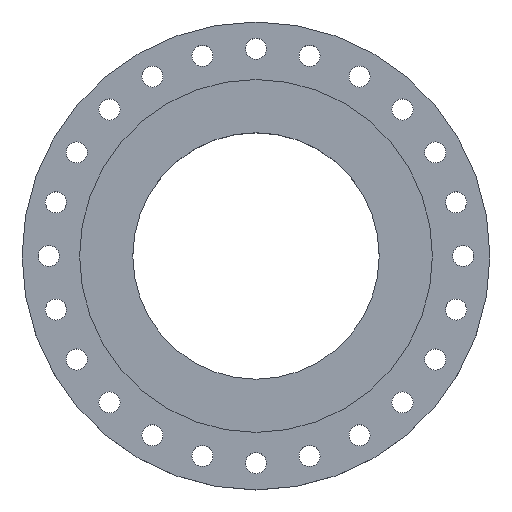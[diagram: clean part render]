
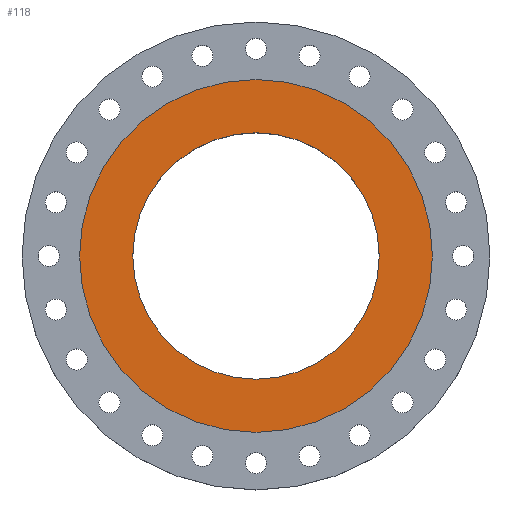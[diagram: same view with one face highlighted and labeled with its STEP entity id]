
A CAD part, top view. The second image highlights one B-rep face of the part: STEP entity #118.
In plain terms, the highlighted planar face has unit normal (0, 0, 1).
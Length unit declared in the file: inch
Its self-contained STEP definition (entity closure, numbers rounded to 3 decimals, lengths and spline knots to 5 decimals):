
#34 = VERTEX_POINT ( 'NONE', #1112 ) ;
#59 = EDGE_CURVE ( 'NONE', #938, #1130, #1636, .T. ) ;
#64 = CARTESIAN_POINT ( 'NONE',  ( 11.5, 0., 0. ) ) ;
#73 = EDGE_CURVE ( 'NONE', #34, #895, #1835, .T. ) ;
#118 = ADVANCED_FACE ( 'NONE', ( #2125, #989 ), #820, .F. ) ;
#229 = CARTESIAN_POINT ( 'NONE',  ( 0., 0., 0. ) ) ;
#245 = DIRECTION ( 'NONE',  ( 1., 0., 0. ) ) ;
#395 = DIRECTION ( 'NONE',  ( 0., 0., 1. ) ) ;
#405 = DIRECTION ( 'NONE',  ( 1., 0., 0. ) ) ;
#488 = CIRCLE ( 'NONE', #2265, 11.5 ) ;
#524 = ORIENTED_EDGE ( 'NONE', *, *, #59, .T. ) ;
#549 = DIRECTION ( 'NONE',  ( 1., 0., 0. ) ) ;
#586 = EDGE_CURVE ( 'NONE', #1130, #938, #488, .T. ) ;
#603 = CARTESIAN_POINT ( 'NONE',  ( 0., 0., 0. ) ) ;
#627 = DIRECTION ( 'NONE',  ( 0., 0., 1. ) ) ;
#653 = CIRCLE ( 'NONE', #2000, 8.03125 ) ;
#820 = PLANE ( 'NONE',  #1992 ) ;
#895 = VERTEX_POINT ( 'NONE', #1833 ) ;
#938 = VERTEX_POINT ( 'NONE', #64 ) ;
#989 = FACE_OUTER_BOUND ( 'NONE', #1783, .T. ) ;
#1061 = CARTESIAN_POINT ( 'NONE',  ( -11.5, 0., 0. ) ) ;
#1112 = CARTESIAN_POINT ( 'NONE',  ( 8.03125, 0., 0. ) ) ;
#1130 = VERTEX_POINT ( 'NONE', #1061 ) ;
#1161 = CARTESIAN_POINT ( 'NONE',  ( 0., 0., 0. ) ) ;
#1163 = DIRECTION ( 'NONE',  ( 0., 0., -1. ) ) ;
#1186 = DIRECTION ( 'NONE',  ( 1., 0., 0. ) ) ;
#1190 = EDGE_LOOP ( 'NONE', ( #1233, #1640 ) ) ;
#1233 = ORIENTED_EDGE ( 'NONE', *, *, #73, .F. ) ;
#1366 = AXIS2_PLACEMENT_3D ( 'NONE', #1515, #395, #405 ) ;
#1515 = CARTESIAN_POINT ( 'NONE',  ( 0., 0., 0. ) ) ;
#1522 = DIRECTION ( 'NONE',  ( -1., 0., 0. ) ) ;
#1636 = CIRCLE ( 'NONE', #1366, 11.5 ) ;
#1640 = ORIENTED_EDGE ( 'NONE', *, *, #2358, .F. ) ;
#1732 = CARTESIAN_POINT ( 'NONE',  ( 0., 8.03125, 0. ) ) ;
#1783 = EDGE_LOOP ( 'NONE', ( #524, #1966 ) ) ;
#1833 = CARTESIAN_POINT ( 'NONE',  ( -8.03125, 0., 0. ) ) ;
#1835 = CIRCLE ( 'NONE', #2264, 8.03125 ) ;
#1906 = DIRECTION ( 'NONE',  ( 0., 0., 1. ) ) ;
#1966 = ORIENTED_EDGE ( 'NONE', *, *, #586, .T. ) ;
#1992 = AXIS2_PLACEMENT_3D ( 'NONE', #1732, #1163, #1522 ) ;
#2000 = AXIS2_PLACEMENT_3D ( 'NONE', #603, #627, #245 ) ;
#2125 = FACE_BOUND ( 'NONE', #1190, .T. ) ;
#2206 = DIRECTION ( 'NONE',  ( 0., 0., 1. ) ) ;
#2264 = AXIS2_PLACEMENT_3D ( 'NONE', #229, #2206, #549 ) ;
#2265 = AXIS2_PLACEMENT_3D ( 'NONE', #1161, #1906, #1186 ) ;
#2358 = EDGE_CURVE ( 'NONE', #895, #34, #653, .T. ) ;
